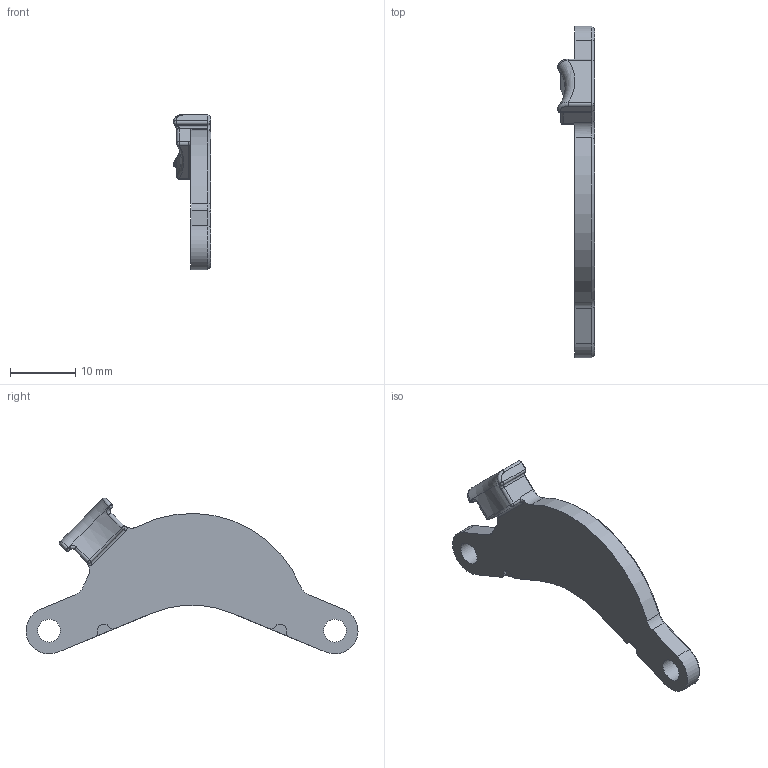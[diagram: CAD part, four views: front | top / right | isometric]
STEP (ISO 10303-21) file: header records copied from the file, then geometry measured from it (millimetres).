
FILE_DESCRIPTION(/* description */ (''),/* implementation_level */ '2;1');
FILE_NAME(/* name */ 'strain_relief v2.step',/* time_stamp */ '2022-02-08T13:01:58-05:00',/* author */ (''),/* organization */ (''),/* preprocessor_version */ 'ST-DEVELOPER v18.1',/* originating_system */ 'Autodesk Translation Framework v10.13.0.1454',/* authorisation */ '');
FILE_SCHEMA (('AUTOMOTIVE_DESIGN { 1 0 10303 214 3 1 1 }'));
Length unit declared in the file: millimetre
Products named in the file (1): Micron-CAD-Assembly_strain relief
Bounding box: 5.69 x 50.93 x 23.89 mm (x, y, z)
Volume: 1864.3 mm3; surface area: 1695.2 mm2
Topology: 1 solids, 1 shells, 89 faces, 211 edges, 120 vertices
Faces by surface type: cylinder 31, plane 27, cone 17, torus 6, bspline 4, sphere 4
Full cylindrical faces by diameter (mm): 3.5 x2
Entity records: 2754 total; most frequent: CARTESIAN_POINT 663, DIRECTION 454, ORIENTED_EDGE 414, EDGE_CURVE 207, AXIS2_PLACEMENT_3D 173, VERTEX_POINT 120, LINE 108, VECTOR 108
